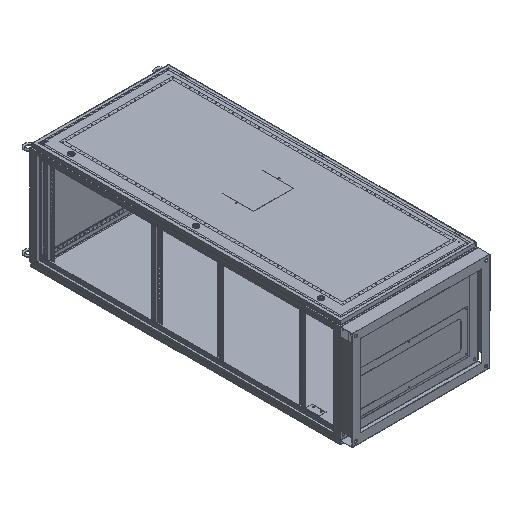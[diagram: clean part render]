
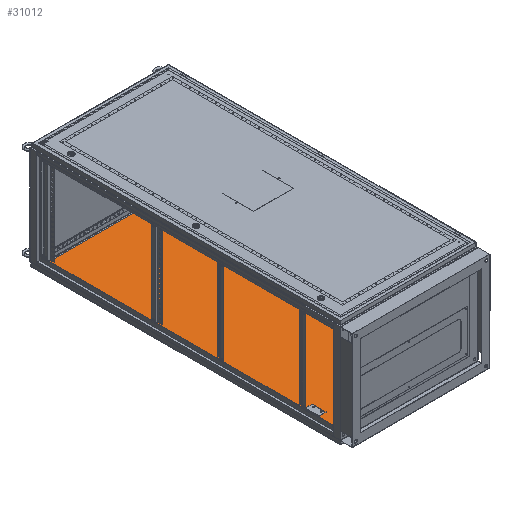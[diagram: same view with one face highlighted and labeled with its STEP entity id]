
A CAD part, isometric view. The second image highlights one B-rep face of the part: STEP entity #31012.
In plain terms, the highlighted face is planar.
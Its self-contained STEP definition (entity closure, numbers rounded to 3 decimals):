
#888 = PLANE ( 'NONE',  #9061 ) ;
#6006 = ORIENTED_EDGE ( 'NONE', *, *, #27282, .T. ) ;
#6363 = DIRECTION ( 'NONE',  ( -1., 0., 0. ) ) ;
#6621 = VERTEX_POINT ( 'NONE', #53986 ) ;
#8723 = FACE_BOUND ( 'NONE', #71937, .T. ) ;
#9061 = AXIS2_PLACEMENT_3D ( 'NONE', #91896, #39462, #16411 ) ;
#9216 = DIRECTION ( 'NONE',  ( -1., 0., 0. ) ) ;
#10234 = LINE ( 'NONE', #79446, #86514 ) ;
#11865 = VECTOR ( 'NONE', #35047, 1000. ) ;
#12163 = VERTEX_POINT ( 'NONE', #32908 ) ;
#13086 = VECTOR ( 'NONE', #34424, 1000. ) ;
#15728 = CARTESIAN_POINT ( 'NONE',  ( -366., -866., -1.5 ) ) ;
#16040 = VERTEX_POINT ( 'NONE', #82263 ) ;
#16411 = DIRECTION ( 'NONE',  ( 1., 0., 0. ) ) ;
#17804 = CARTESIAN_POINT ( 'NONE',  ( -366., 866., -1.5 ) ) ;
#22705 = CARTESIAN_POINT ( 'NONE',  ( -366., 0., -1.5 ) ) ;
#23426 = EDGE_CURVE ( 'NONE', #48699, #87353, #33747, .T. ) ;
#23559 = EDGE_CURVE ( 'NONE', #87353, #34513, #64630, .T. ) ;
#24014 = EDGE_CURVE ( 'NONE', #34513, #80457, #54039, .T. ) ;
#25363 = EDGE_CURVE ( 'NONE', #80457, #82578, #50149, .T. ) ;
#25784 = EDGE_CURVE ( 'NONE', #82578, #48699, #90094, .T. ) ;
#25878 = ORIENTED_EDGE ( 'NONE', *, *, #24014, .T. ) ;
#25975 = EDGE_CURVE ( 'NONE', #6621, #58388, #10234, .T. ) ;
#26611 = CARTESIAN_POINT ( 'NONE',  ( 0., 866., -1.5 ) ) ;
#26973 = EDGE_CURVE ( 'NONE', #6621, #16040, #89822, .T. ) ;
#27214 = CARTESIAN_POINT ( 'NONE',  ( -0.5, -858., -1.5 ) ) ;
#27282 = EDGE_CURVE ( 'NONE', #16040, #12163, #72819, .T. ) ;
#27716 = EDGE_CURVE ( 'NONE', #58388, #12163, #75090, .T. ) ;
#31012 = ADVANCED_FACE ( 'NONE', ( #69755, #8723 ), #888, .F. ) ;
#32129 = CARTESIAN_POINT ( 'NONE',  ( 0., -866., -1.5 ) ) ;
#32908 = CARTESIAN_POINT ( 'NONE',  ( -0.5, -858., -1.5 ) ) ;
#33747 = LINE ( 'NONE', #79859, #94064 ) ;
#34424 = DIRECTION ( 'NONE',  ( 1., 0., 0. ) ) ;
#34513 = VERTEX_POINT ( 'NONE', #17804 ) ;
#35047 = DIRECTION ( 'NONE',  ( 0., -1., 0. ) ) ;
#36530 = DIRECTION ( 'NONE',  ( 0., 1., 0. ) ) ;
#39462 = DIRECTION ( 'NONE',  ( 0., 0., 1. ) ) ;
#39895 = DIRECTION ( 'NONE',  ( -1., 0., 0. ) ) ;
#47611 = DIRECTION ( 'NONE',  ( 0., -1., 0. ) ) ;
#47656 = ORIENTED_EDGE ( 'NONE', *, *, #23426, .T. ) ;
#48699 = VERTEX_POINT ( 'NONE', #15728 ) ;
#49571 = ORIENTED_EDGE ( 'NONE', *, *, #25784, .T. ) ;
#49574 = DIRECTION ( 'NONE',  ( 0., 1., 0. ) ) ;
#50149 = LINE ( 'NONE', #77561, #67786 ) ;
#51074 = CARTESIAN_POINT ( 'NONE',  ( 366., -866., -1.5 ) ) ;
#53200 = CARTESIAN_POINT ( 'NONE',  ( 366., 866., -1.5 ) ) ;
#53986 = CARTESIAN_POINT ( 'NONE',  ( 0.5, -798., -1.5 ) ) ;
#54039 = LINE ( 'NONE', #26611, #13086 ) ;
#56189 = ORIENTED_EDGE ( 'NONE', *, *, #23559, .T. ) ;
#56979 = EDGE_LOOP ( 'NONE', ( #47656, #56189, #25878, #59087, #49571 ) ) ;
#58388 = VERTEX_POINT ( 'NONE', #60279 ) ;
#59087 = ORIENTED_EDGE ( 'NONE', *, *, #25363, .T. ) ;
#59922 = VECTOR ( 'NONE', #36530, 1000. ) ;
#60279 = CARTESIAN_POINT ( 'NONE',  ( 0.5, -858., -1.5 ) ) ;
#64630 = LINE ( 'NONE', #66642, #59922 ) ;
#66642 = CARTESIAN_POINT ( 'NONE',  ( -366., 433., -1.5 ) ) ;
#67786 = VECTOR ( 'NONE', #47611, 1000. ) ;
#68210 = CARTESIAN_POINT ( 'NONE',  ( 0.5, -798., -1.5 ) ) ;
#69755 = FACE_OUTER_BOUND ( 'NONE', #56979, .T. ) ;
#71937 = EDGE_LOOP ( 'NONE', ( #97911, #88827, #6006, #91935 ) ) ;
#72819 = LINE ( 'NONE', #27214, #11865 ) ;
#74486 = VECTOR ( 'NONE', #6363, 1000. ) ;
#75090 = LINE ( 'NONE', #77646, #77473 ) ;
#77473 = VECTOR ( 'NONE', #9216, 1000. ) ;
#77561 = CARTESIAN_POINT ( 'NONE',  ( 366., 0., -1.5 ) ) ;
#77646 = CARTESIAN_POINT ( 'NONE',  ( 0.5, -858., -1.5 ) ) ;
#79446 = CARTESIAN_POINT ( 'NONE',  ( 0.5, -858., -1.5 ) ) ;
#79859 = CARTESIAN_POINT ( 'NONE',  ( -366., -433., -1.5 ) ) ;
#80457 = VERTEX_POINT ( 'NONE', #53200 ) ;
#82263 = CARTESIAN_POINT ( 'NONE',  ( -0.5, -798., -1.5 ) ) ;
#82578 = VERTEX_POINT ( 'NONE', #51074 ) ;
#86514 = VECTOR ( 'NONE', #86997, 1000. ) ;
#86997 = DIRECTION ( 'NONE',  ( 0., -1., 0. ) ) ;
#87353 = VERTEX_POINT ( 'NONE', #22705 ) ;
#87730 = VECTOR ( 'NONE', #39895, 1000. ) ;
#88827 = ORIENTED_EDGE ( 'NONE', *, *, #26973, .T. ) ;
#89822 = LINE ( 'NONE', #68210, #74486 ) ;
#90094 = LINE ( 'NONE', #32129, #87730 ) ;
#91896 = CARTESIAN_POINT ( 'NONE',  ( 0., 0., -1.5 ) ) ;
#91935 = ORIENTED_EDGE ( 'NONE', *, *, #27716, .F. ) ;
#94064 = VECTOR ( 'NONE', #49574, 1000. ) ;
#97911 = ORIENTED_EDGE ( 'NONE', *, *, #25975, .F. ) ;
